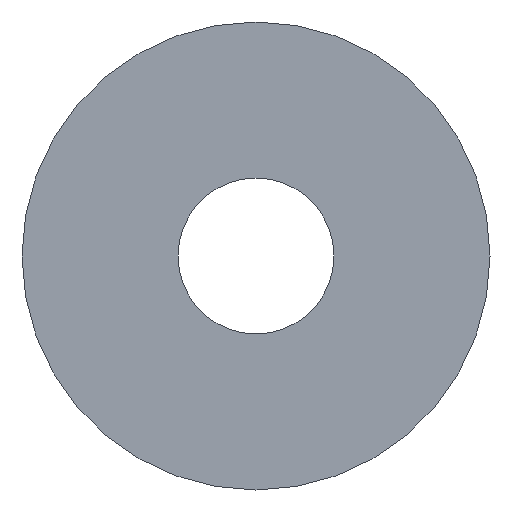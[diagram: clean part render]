
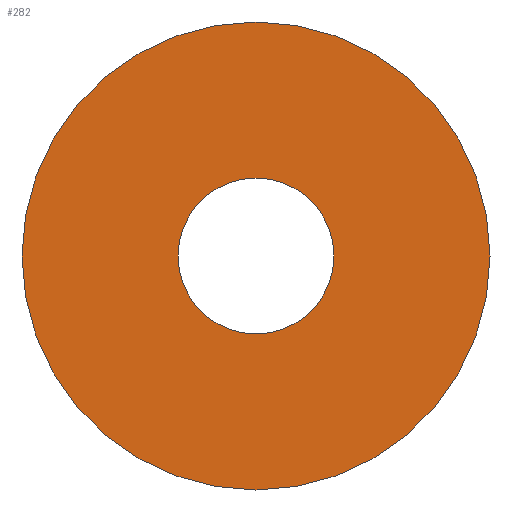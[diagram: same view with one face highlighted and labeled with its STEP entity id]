
A CAD part, front view. The second image highlights one B-rep face of the part: STEP entity #282.
In plain terms, the highlighted planar face has unit normal (0, -1, 0).
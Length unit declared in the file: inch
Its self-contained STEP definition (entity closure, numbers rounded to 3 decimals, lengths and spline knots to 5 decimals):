
#38 = FACE_BOUND ( 'NONE', #514, .T. ) ;
#59 = FACE_OUTER_BOUND ( 'NONE', #468, .T. ) ;
#115 = EDGE_CURVE ( 'NONE', #819, #733, #310, .T. ) ;
#117 = EDGE_CURVE ( 'NONE', #733, #819, #303, .T. ) ;
#124 = EDGE_CURVE ( 'NONE', #686, #699, #316, .T. ) ;
#140 = EDGE_CURVE ( 'NONE', #699, #686, #620, .T. ) ;
#156 = AXIS2_PLACEMENT_3D ( 'NONE', #816, #812, #814 ) ;
#162 = AXIS2_PLACEMENT_3D ( 'NONE', #856, #858, #833 ) ;
#176 = AXIS2_PLACEMENT_3D ( 'NONE', #836, #843, #848 ) ;
#199 = AXIS2_PLACEMENT_3D ( 'NONE', #365, #453, #354 ) ;
#242 = AXIS2_PLACEMENT_3D ( 'NONE', #772, #764, #765 ) ;
#282 = ADVANCED_FACE ( 'NONE', ( #38, #59 ), #411, .F. ) ;
#303 = CIRCLE ( 'NONE', #176, 0.25 ) ;
#310 = CIRCLE ( 'NONE', #156, 0.25 ) ;
#316 = CIRCLE ( 'NONE', #162, 0.75 ) ;
#354 = DIRECTION ( 'NONE',  ( -1., 0., 0. ) ) ;
#365 = CARTESIAN_POINT ( 'NONE',  ( -0.25, -0.5, 0. ) ) ;
#389 = CARTESIAN_POINT ( 'NONE',  ( -0.75, -0.5, 0. ) ) ;
#411 = PLANE ( 'NONE',  #199 ) ;
#430 = CARTESIAN_POINT ( 'NONE',  ( 0.25, -0.5, 0. ) ) ;
#434 = CARTESIAN_POINT ( 'NONE',  ( 0.75, -0.5, 0. ) ) ;
#453 = DIRECTION ( 'NONE',  ( 0., 1., 0. ) ) ;
#459 = ORIENTED_EDGE ( 'NONE', *, *, #115, .F. ) ;
#468 = EDGE_LOOP ( 'NONE', ( #564, #502 ) ) ;
#502 = ORIENTED_EDGE ( 'NONE', *, *, #124, .T. ) ;
#514 = EDGE_LOOP ( 'NONE', ( #529, #459 ) ) ;
#529 = ORIENTED_EDGE ( 'NONE', *, *, #117, .F. ) ;
#564 = ORIENTED_EDGE ( 'NONE', *, *, #140, .T. ) ;
#583 = CARTESIAN_POINT ( 'NONE',  ( -0.25, -0.5, 0. ) ) ;
#620 = CIRCLE ( 'NONE', #242, 0.75 ) ;
#686 = VERTEX_POINT ( 'NONE', #389 ) ;
#699 = VERTEX_POINT ( 'NONE', #434 ) ;
#733 = VERTEX_POINT ( 'NONE', #430 ) ;
#764 = DIRECTION ( 'NONE',  ( 0., -1., 0. ) ) ;
#765 = DIRECTION ( 'NONE',  ( 1., 0., 0. ) ) ;
#772 = CARTESIAN_POINT ( 'NONE',  ( 0., -0.5, 0. ) ) ;
#812 = DIRECTION ( 'NONE',  ( 0., -1., 0. ) ) ;
#814 = DIRECTION ( 'NONE',  ( 1., 0., 0. ) ) ;
#816 = CARTESIAN_POINT ( 'NONE',  ( 0., -0.5, 0. ) ) ;
#819 = VERTEX_POINT ( 'NONE', #583 ) ;
#833 = DIRECTION ( 'NONE',  ( 1., 0., 0. ) ) ;
#836 = CARTESIAN_POINT ( 'NONE',  ( 0., -0.5, 0. ) ) ;
#843 = DIRECTION ( 'NONE',  ( 0., -1., 0. ) ) ;
#848 = DIRECTION ( 'NONE',  ( 1., 0., 0. ) ) ;
#856 = CARTESIAN_POINT ( 'NONE',  ( 0., -0.5, 0. ) ) ;
#858 = DIRECTION ( 'NONE',  ( 0., -1., 0. ) ) ;
